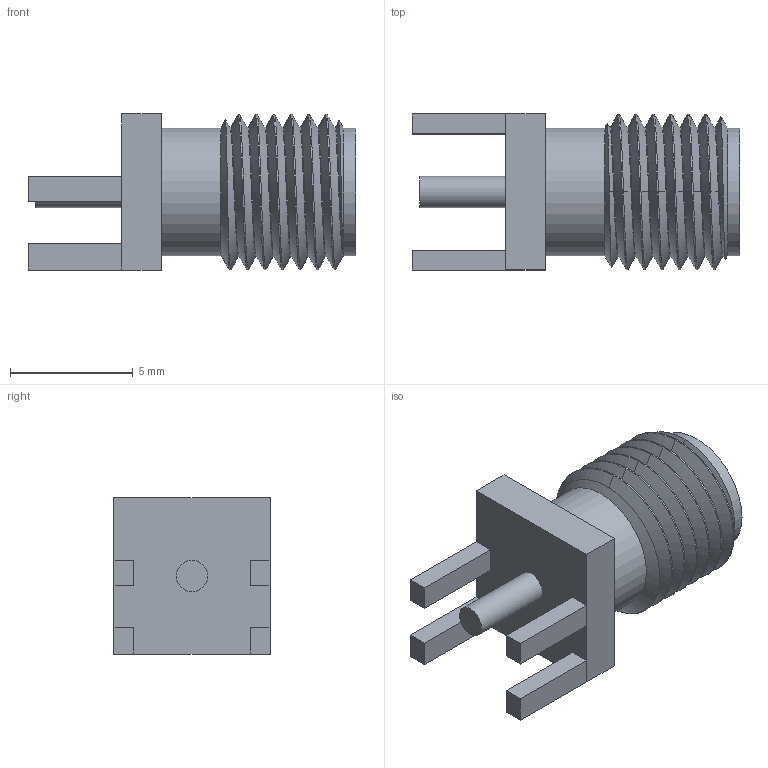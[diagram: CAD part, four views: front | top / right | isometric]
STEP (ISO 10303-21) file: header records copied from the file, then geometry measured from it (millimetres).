
FILE_DESCRIPTION(('FreeCAD Model'),'2;1');
FILE_NAME('SMA_Samtec_SMA-J-P-H-ST-EM1_EdgeMount.step','2020-05-19T15:05:41',( 'kicad StepUp'),('ksu MCAD'),'Open CASCADE STEP processor 7.3', 'FreeCAD','Unknown');
FILE_SCHEMA(('AUTOMOTIVE_DESIGN { 1 0 10303 214 1 1 1 1 }'));
Length unit declared in the file: millimetre
Products named in the file (1): SMA_Samtec_SMA-J-P-H-ST-EM1_EdgeMount
Bounding box: 13.33 x 6.35 x 6.35 mm (x, y, z)
Volume: 239.9 mm3; surface area: 453.6 mm2
Topology: 1 solids, 1 shells, 69 faces, 161 edges, 98 vertices
Faces by surface type: plane 30, bspline 24, cylinder 13, cone 2
Full cylindrical faces by diameter (mm): 0.84 x1, 1.27 x1, 4.63 x1, 5.2 x2, 6.33 x6
Entity records: 8561 total; most frequent: CARTESIAN_POINT 5809, ORIENTED_EDGE 322, PCURVE 322, DEFINITIONAL_REPRESENTATION 322, DIRECTION 319, B_SPLINE_CURVE_WITH_KNOTS 262, LINE 201, VECTOR 201
